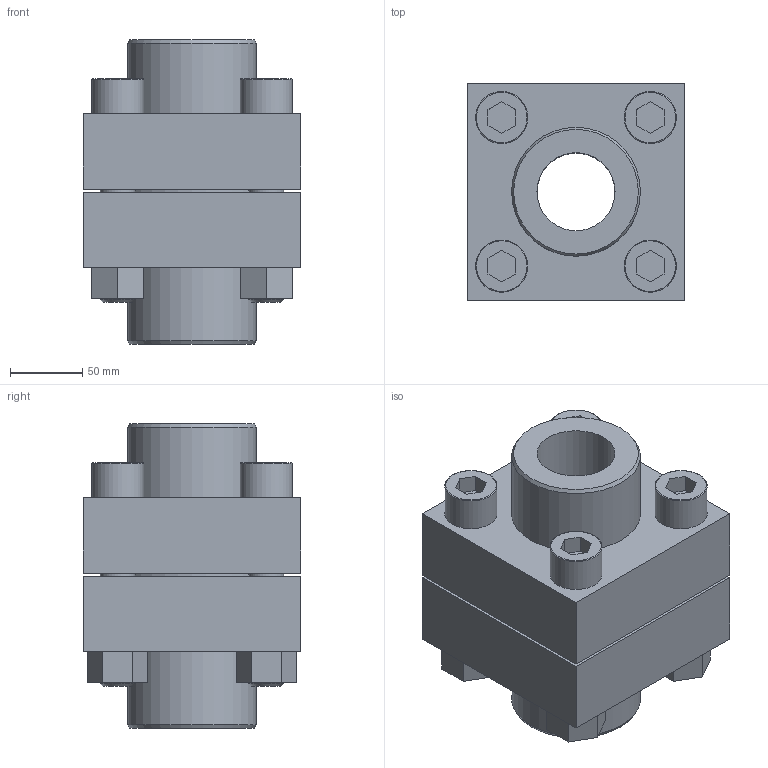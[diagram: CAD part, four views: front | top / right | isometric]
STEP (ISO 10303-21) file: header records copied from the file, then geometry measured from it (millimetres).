
FILE_DESCRIPTION(/* description */ ('STEP AP203'),/* implementation_level */ '2;1');
FILE_NAME(/* name */ 'ISO-Flange Coupling FFK 63-88.9x17.5-01',/* time_stamp */ '2023-05-02T11:28:14+02:00',/* author */ ('License CC BY-ND 4.0'),/* organization */ ('CADENAS'),/* preprocessor_version */ 'ST-DEVELOPER v19.3',/* originating_system */ 'PARTsolutions',/* authorisation */ ' ');
FILE_SCHEMA (('CONFIG_CONTROL_DESIGN'));
Length unit declared in the file: millimetre
Products named in the file (1): ISO-Flanschkupplung FFK 63-88.9x17.5-01
Bounding box: 150 x 150 x 210 mm (x, y, z)
Volume: 2697229.4 mm3; surface area: 225135.7 mm2
Topology: 1 solids, 1 shells, 114 faces, 259 edges, 171 vertices
Faces by surface type: plane 82, cylinder 20, cone 8, torus 4
Full cylindrical faces by diameter (mm): 24 x8, 36 x4, 53.9 x2, 75.57 x1, 86.23 x1, 88.9 x3, 110 x1
Entity records: 3002 total; most frequent: DIRECTION 502, CARTESIAN_POINT 499, ORIENTED_EDGE 440, EDGE_CURVE 220, EDGE_LOOP 180, FACE_BOUND 180, LINE 168, VECTOR 168
